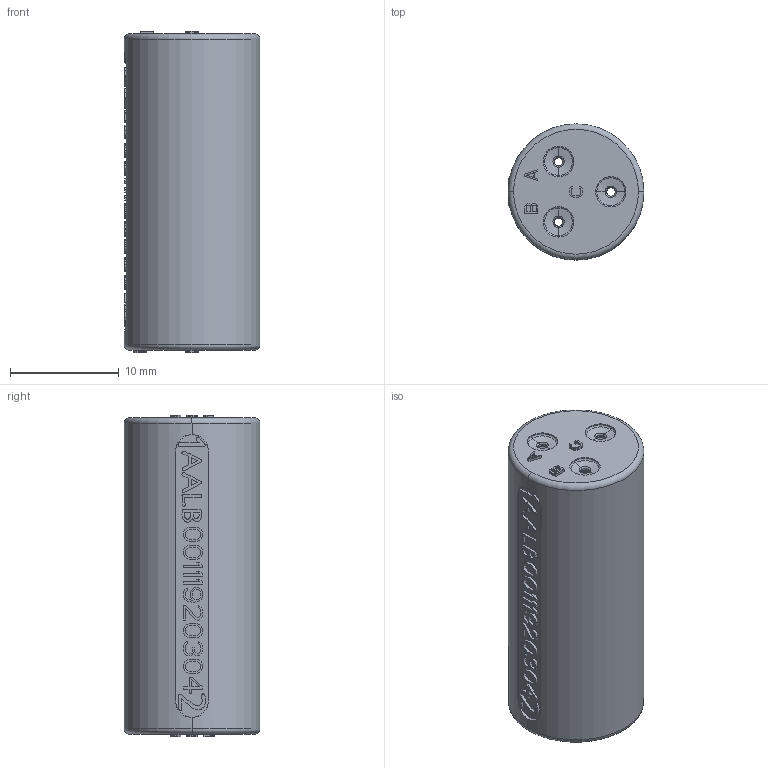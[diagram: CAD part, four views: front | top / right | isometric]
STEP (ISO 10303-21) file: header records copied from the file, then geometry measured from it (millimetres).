
FILE_DESCRIPTION((''),'2;1');
FILE_NAME('00111920304','2019-12-19T',('presta_be4'),(''),'CREO PARAMETRIC BY PTC INC, 2018360','CREO PARAMETRIC BY PTC INC, 2018360','');
FILE_SCHEMA(('CONFIG_CONTROL_DESIGN'));
Length unit declared in the file: millimetre
Products named in the file (1): 00111920304
Bounding box: 12.5 x 12.5 x 29.6 mm (x, y, z)
Volume: 2672.3 mm3; surface area: 2516.7 mm2
Topology: 1 solids, 1 shells, 1007 faces, 2612 edges, 1664 vertices
Faces by surface type: plane 631, torus 118, cylinder 112, extrusion 98, cone 48
Entity records: 30676 total; most frequent: CARTESIAN_POINT 6079, ORIENTED_EDGE 5224, DIRECTION 4768, EDGE_CURVE 2612, VECTOR 2070, LINE 1972, VERTEX_POINT 1664, AXIS2_PLACEMENT_3D 1349
